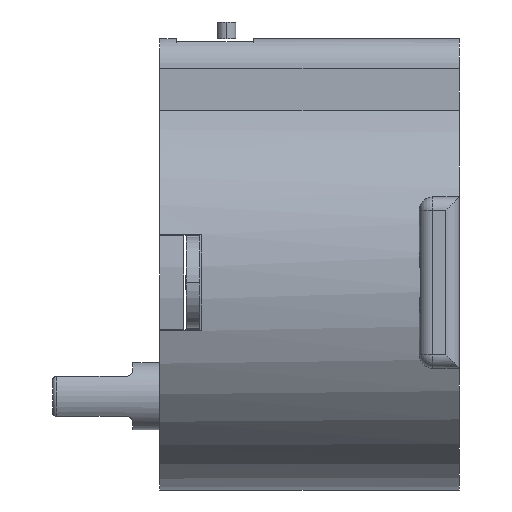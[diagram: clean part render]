
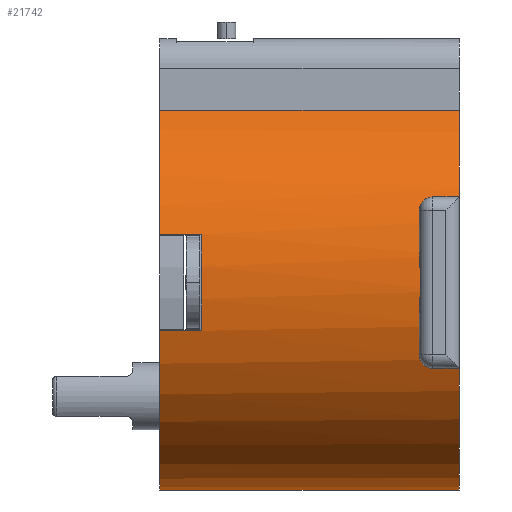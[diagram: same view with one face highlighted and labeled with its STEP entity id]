
A CAD part, left-side view. The second image highlights one B-rep face of the part: STEP entity #21742.
In plain terms, the highlighted cylindrical face has radius 15.5 mm (diameter 31 mm), a partial arc.
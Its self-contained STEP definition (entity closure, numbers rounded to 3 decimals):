
#2 = DIRECTION ( 'NONE',  ( 0., 0., -1. ) ) ;
#56 = LINE ( 'NONE', #17110, #21498 ) ;
#874 = CIRCLE ( 'NONE', #12129, 15.5 ) ;
#889 = CARTESIAN_POINT ( 'NONE',  ( -8.63, 20.9, 12.875 ) ) ;
#1211 = EDGE_CURVE ( 'NONE', #19669, #6909, #7245, .T. ) ;
#1316 = CIRCLE ( 'NONE', #4139, 15.5 ) ;
#1423 = FACE_OUTER_BOUND ( 'NONE', #19205, .T. ) ;
#3106 = CARTESIAN_POINT ( 'NONE',  ( 0., 17.75, 0. ) ) ;
#3379 = DIRECTION ( 'NONE',  ( 0., -1., 0. ) ) ;
#3832 = EDGE_CURVE ( 'NONE', #7742, #16237, #1316, .T. ) ;
#4139 = AXIS2_PLACEMENT_3D ( 'NONE', #3106, #6405, #16293 ) ;
#4581 = DIRECTION ( 'NONE',  ( 0., -1., 0. ) ) ;
#4757 = ORIENTED_EDGE ( 'NONE', *, *, #17280, .F. ) ;
#4815 = EDGE_CURVE ( 'NONE', #14932, #14779, #7702, .T. ) ;
#4825 = DIRECTION ( 'NONE',  ( 0., 1., 0. ) ) ;
#5313 = CARTESIAN_POINT ( 'NONE',  ( -8.63, -1.5, 12.875 ) ) ;
#5857 = AXIS2_PLACEMENT_3D ( 'NONE', #11725, #4825, #11524 ) ;
#6167 = VECTOR ( 'NONE', #11722, 1000. ) ;
#6179 = LINE ( 'NONE', #11218, #6167 ) ;
#6405 = DIRECTION ( 'NONE',  ( 0., -1., 0. ) ) ;
#6795 = ORIENTED_EDGE ( 'NONE', *, *, #1211, .F. ) ;
#6846 = AXIS2_PLACEMENT_3D ( 'NONE', #21595, #8371, #2 ) ;
#6909 = VERTEX_POINT ( 'NONE', #15565 ) ;
#7245 = CIRCLE ( 'NONE', #5857, 15.5 ) ;
#7638 = ORIENTED_EDGE ( 'NONE', *, *, #4815, .F. ) ;
#7702 = LINE ( 'NONE', #20918, #20871 ) ;
#7709 = ORIENTED_EDGE ( 'NONE', *, *, #14048, .T. ) ;
#7742 = VERTEX_POINT ( 'NONE', #12947 ) ;
#8371 = DIRECTION ( 'NONE',  ( 0., -1., 0. ) ) ;
#8983 = CIRCLE ( 'NONE', #14617, 15.5 ) ;
#9289 = CARTESIAN_POINT ( 'NONE',  ( 0., 20.9, 0. ) ) ;
#9466 = CARTESIAN_POINT ( 'NONE',  ( -15.076, 20.9, 3.6 ) ) ;
#9589 = EDGE_CURVE ( 'NONE', #14670, #7742, #56, .T. ) ;
#9633 = CARTESIAN_POINT ( 'NONE',  ( 0., 17.75, -15.5 ) ) ;
#10836 = DIRECTION ( 'NONE',  ( 0., 1., 0. ) ) ;
#11218 = CARTESIAN_POINT ( 'NONE',  ( -15.076, 54.414, -3.6 ) ) ;
#11319 = ORIENTED_EDGE ( 'NONE', *, *, #9589, .T. ) ;
#11524 = DIRECTION ( 'NONE',  ( 0., 0., 1. ) ) ;
#11722 = DIRECTION ( 'NONE',  ( 0., -1., 0. ) ) ;
#11725 = CARTESIAN_POINT ( 'NONE',  ( 0., 20.9, 0. ) ) ;
#12129 = AXIS2_PLACEMENT_3D ( 'NONE', #9289, #10836, #17654 ) ;
#12947 = CARTESIAN_POINT ( 'NONE',  ( -15.076, 17.75, 3.6 ) ) ;
#13730 = CARTESIAN_POINT ( 'NONE',  ( -15.076, 17.75, -3.6 ) ) ;
#13773 = EDGE_CURVE ( 'NONE', #6909, #16237, #6179, .T. ) ;
#13879 = EDGE_CURVE ( 'NONE', #14670, #14932, #874, .T. ) ;
#14046 = CARTESIAN_POINT ( 'NONE',  ( 0., 20.9, -15.5 ) ) ;
#14048 = EDGE_CURVE ( 'NONE', #19669, #15839, #19661, .T. ) ;
#14448 = DIRECTION ( 'NONE',  ( 0., -1., 0. ) ) ;
#14568 = DIRECTION ( 'NONE',  ( 0., 0., -1. ) ) ;
#14617 = AXIS2_PLACEMENT_3D ( 'NONE', #17880, #14448, #14568 ) ;
#14670 = VERTEX_POINT ( 'NONE', #9466 ) ;
#14779 = VERTEX_POINT ( 'NONE', #5313 ) ;
#14886 = ORIENTED_EDGE ( 'NONE', *, *, #13879, .F. ) ;
#14932 = VERTEX_POINT ( 'NONE', #889 ) ;
#15565 = CARTESIAN_POINT ( 'NONE',  ( -15.076, 20.9, -3.6 ) ) ;
#15839 = VERTEX_POINT ( 'NONE', #17056 ) ;
#16237 = VERTEX_POINT ( 'NONE', #13730 ) ;
#16293 = DIRECTION ( 'NONE',  ( 0., 0., -1. ) ) ;
#17056 = CARTESIAN_POINT ( 'NONE',  ( 0., -1.5, -15.5 ) ) ;
#17110 = CARTESIAN_POINT ( 'NONE',  ( -15.076, 54.414, 3.6 ) ) ;
#17280 = EDGE_CURVE ( 'NONE', #14779, #15839, #8983, .T. ) ;
#17486 = ORIENTED_EDGE ( 'NONE', *, *, #13773, .F. ) ;
#17593 = DIRECTION ( 'NONE',  ( 0., -1., 0. ) ) ;
#17654 = DIRECTION ( 'NONE',  ( 0., 0., 1. ) ) ;
#17880 = CARTESIAN_POINT ( 'NONE',  ( 0., -1.5, 0. ) ) ;
#17955 = ORIENTED_EDGE ( 'NONE', *, *, #3832, .T. ) ;
#19205 = EDGE_LOOP ( 'NONE', ( #6795, #7709, #4757, #7638, #14886, #11319, #17955, #17486 ) ) ;
#19661 = LINE ( 'NONE', #9633, #20222 ) ;
#19669 = VERTEX_POINT ( 'NONE', #14046 ) ;
#20222 = VECTOR ( 'NONE', #4581, 1000. ) ;
#20871 = VECTOR ( 'NONE', #17593, 1000. ) ;
#20918 = CARTESIAN_POINT ( 'NONE',  ( -8.63, 17.75, 12.875 ) ) ;
#21486 = CYLINDRICAL_SURFACE ( 'NONE', #6846, 15.5 ) ;
#21498 = VECTOR ( 'NONE', #3379, 1000. ) ;
#21595 = CARTESIAN_POINT ( 'NONE',  ( 0., 17.75, 0. ) ) ;
#21742 = ADVANCED_FACE ( 'NONE', ( #1423 ), #21486, .T. ) ;
